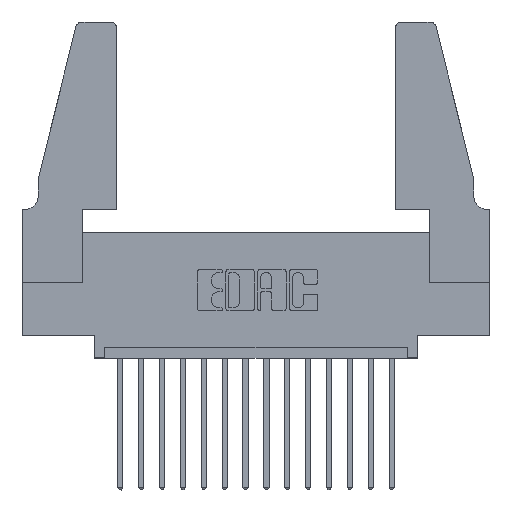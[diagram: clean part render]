
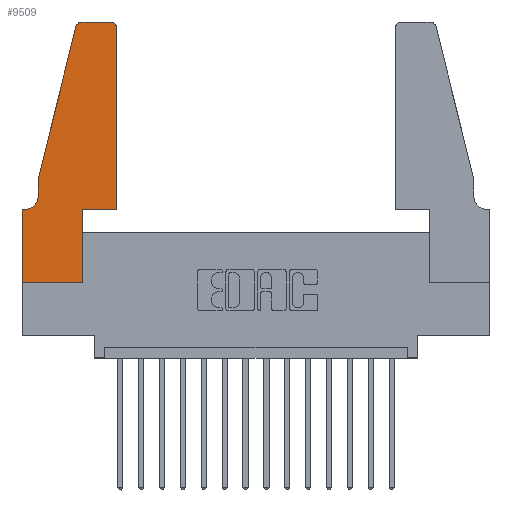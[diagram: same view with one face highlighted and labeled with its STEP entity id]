
A CAD part, top view. The second image highlights one B-rep face of the part: STEP entity #9509.
In plain terms, the highlighted planar face has unit normal (0, 0, 1).
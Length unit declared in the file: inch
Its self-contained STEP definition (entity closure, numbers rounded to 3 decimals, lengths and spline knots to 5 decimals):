
#101 = CARTESIAN_POINT ( 'NONE',  ( 0.0755, 0.5, 0.37 ) ) ;
#139 = EDGE_LOOP ( 'NONE', ( #883, #7346, #1870, #1309, #13473, #10271, #15522, #7578, #619, #14468, #2591, #14395 ) ) ;
#155 = LINE ( 'NONE', #12493, #4493 ) ;
#507 = EDGE_CURVE ( 'NONE', #9600, #16546, #16227, .T. ) ;
#577 = CARTESIAN_POINT ( 'NONE',  ( 0.2865, 0.35, 0.37 ) ) ;
#619 = ORIENTED_EDGE ( 'NONE', *, *, #2323, .T. ) ;
#853 = DIRECTION ( 'NONE',  ( -1., 0., 0. ) ) ;
#883 = ORIENTED_EDGE ( 'NONE', *, *, #13953, .T. ) ;
#963 = DIRECTION ( 'NONE',  ( -0.239, -0.971, 0. ) ) ;
#991 = DIRECTION ( 'NONE',  ( 1., 0., 0. ) ) ;
#1085 = VECTOR ( 'NONE', #6363, 39.37008 ) ;
#1236 = VERTEX_POINT ( 'NONE', #11791 ) ;
#1278 = CARTESIAN_POINT ( 'NONE',  ( 0.25487, 1.22718, 0.37 ) ) ;
#1309 = ORIENTED_EDGE ( 'NONE', *, *, #3195, .T. ) ;
#1525 = EDGE_CURVE ( 'NONE', #16548, #9287, #9773, .T. ) ;
#1770 = CARTESIAN_POINT ( 'NONE',  ( 0.2865, 0., 0.37 ) ) ;
#1870 = ORIENTED_EDGE ( 'NONE', *, *, #507, .T. ) ;
#1991 = CARTESIAN_POINT ( 'NONE',  ( 0., 0.35, 0.37 ) ) ;
#2100 = CARTESIAN_POINT ( 'NONE',  ( 0., 0., 0.37 ) ) ;
#2226 = EDGE_CURVE ( 'NONE', #1236, #16138, #3283, .T. ) ;
#2317 = PLANE ( 'NONE',  #10067 ) ;
#2323 = EDGE_CURVE ( 'NONE', #9287, #1236, #9738, .T. ) ;
#2399 = VERTEX_POINT ( 'NONE', #1991 ) ;
#2575 = CARTESIAN_POINT ( 'NONE',  ( 0.284, 1.25, 0.37 ) ) ;
#2591 = ORIENTED_EDGE ( 'NONE', *, *, #12965, .T. ) ;
#3195 = EDGE_CURVE ( 'NONE', #16546, #6595, #3649, .T. ) ;
#3227 = VERTEX_POINT ( 'NONE', #2575 ) ;
#3283 = LINE ( 'NONE', #6488, #13144 ) ;
#3427 = CARTESIAN_POINT ( 'NONE',  ( 0.4205, 1.25, 0.37 ) ) ;
#3628 = CIRCLE ( 'NONE', #13968, 0.03 ) ;
#3649 = LINE ( 'NONE', #3972, #1085 ) ;
#3836 = EDGE_CURVE ( 'NONE', #3227, #9600, #3628, .T. ) ;
#3838 = CARTESIAN_POINT ( 'NONE',  ( 0.284, 1.22, 0.37 ) ) ;
#3972 = CARTESIAN_POINT ( 'NONE',  ( 0.0755, 0.5, 0.37 ) ) ;
#3986 = CARTESIAN_POINT ( 'NONE',  ( 0.4505, 0.35, 0.37 ) ) ;
#4081 = DIRECTION ( 'NONE',  ( -1., 0., 0. ) ) ;
#4493 = VECTOR ( 'NONE', #853, 39.37008 ) ;
#5128 = LINE ( 'NONE', #2100, #7369 ) ;
#5899 = DIRECTION ( 'NONE',  ( 0., -1., 0. ) ) ;
#6156 = DIRECTION ( 'NONE',  ( 1., 0., 0. ) ) ;
#6363 = DIRECTION ( 'NONE',  ( 0., -1., 0. ) ) ;
#6479 = LINE ( 'NONE', #3986, #12881 ) ;
#6488 = CARTESIAN_POINT ( 'NONE',  ( 0.4505, 0.35, 0.37 ) ) ;
#6595 = VERTEX_POINT ( 'NONE', #8068 ) ;
#7106 = AXIS2_PLACEMENT_3D ( 'NONE', #9247, #9129, #15583 ) ;
#7305 = EDGE_CURVE ( 'NONE', #2399, #16548, #5128, .T. ) ;
#7327 = CARTESIAN_POINT ( 'NONE',  ( 0.2605, 1.25, 0.37 ) ) ;
#7346 = ORIENTED_EDGE ( 'NONE', *, *, #3836, .T. ) ;
#7369 = VECTOR ( 'NONE', #5899, 39.37008 ) ;
#7578 = ORIENTED_EDGE ( 'NONE', *, *, #1525, .T. ) ;
#7836 = VERTEX_POINT ( 'NONE', #11403 ) ;
#7935 = DIRECTION ( 'NONE',  ( 1., 0., 0. ) ) ;
#8068 = CARTESIAN_POINT ( 'NONE',  ( 0.0755, 0.42, 0.37 ) ) ;
#8390 = CIRCLE ( 'NONE', #7106, 0.03 ) ;
#8499 = AXIS2_PLACEMENT_3D ( 'NONE', #9161, #13241, #4081 ) ;
#8637 = CARTESIAN_POINT ( 'NONE',  ( 0.0755, 0.5, 0.37 ) ) ;
#8888 = VERTEX_POINT ( 'NONE', #13628 ) ;
#9129 = DIRECTION ( 'NONE',  ( 0., 0., 1. ) ) ;
#9161 = CARTESIAN_POINT ( 'NONE',  ( 0.0055, 0.42, 0.37 ) ) ;
#9247 = CARTESIAN_POINT ( 'NONE',  ( 0.4205, 1.22, 0.37 ) ) ;
#9287 = VERTEX_POINT ( 'NONE', #1770 ) ;
#9509 = ADVANCED_FACE ( 'NONE', ( #15925 ), #2317, .T. ) ;
#9600 = VERTEX_POINT ( 'NONE', #1278 ) ;
#9642 = CARTESIAN_POINT ( 'NONE',  ( 0.4505, 0.35, 0.37 ) ) ;
#9738 = LINE ( 'NONE', #577, #10353 ) ;
#9773 = LINE ( 'NONE', #14974, #15590 ) ;
#10067 = AXIS2_PLACEMENT_3D ( 'NONE', #13936, #11306, #991 ) ;
#10271 = ORIENTED_EDGE ( 'NONE', *, *, #15546, .T. ) ;
#10353 = VECTOR ( 'NONE', #13403, 39.37008 ) ;
#10658 = VERTEX_POINT ( 'NONE', #3427 ) ;
#11222 = VECTOR ( 'NONE', #16079, 39.37008 ) ;
#11306 = DIRECTION ( 'NONE',  ( 0., 0., 1. ) ) ;
#11403 = CARTESIAN_POINT ( 'NONE',  ( 0.0055, 0.35, 0.37 ) ) ;
#11791 = CARTESIAN_POINT ( 'NONE',  ( 0.2865, 0.35, 0.37 ) ) ;
#12239 = DIRECTION ( 'NONE',  ( 1., 0., 0. ) ) ;
#12374 = CIRCLE ( 'NONE', #8499, 0.07 ) ;
#12493 = CARTESIAN_POINT ( 'NONE',  ( 0.0755, 0.35, 0.37 ) ) ;
#12881 = VECTOR ( 'NONE', #14438, 39.37008 ) ;
#12965 = EDGE_CURVE ( 'NONE', #16138, #8888, #6479, .T. ) ;
#13142 = CARTESIAN_POINT ( 'NONE',  ( 0., 0., 0.37 ) ) ;
#13144 = VECTOR ( 'NONE', #7935, 39.37008 ) ;
#13241 = DIRECTION ( 'NONE',  ( 0., 0., -1. ) ) ;
#13403 = DIRECTION ( 'NONE',  ( 0., 1., 0. ) ) ;
#13473 = ORIENTED_EDGE ( 'NONE', *, *, #15407, .T. ) ;
#13628 = CARTESIAN_POINT ( 'NONE',  ( 0.4505, 1.22, 0.37 ) ) ;
#13838 = DIRECTION ( 'NONE',  ( 0., 0., 1. ) ) ;
#13936 = CARTESIAN_POINT ( 'NONE',  ( 0., 0.35, 0.37 ) ) ;
#13953 = EDGE_CURVE ( 'NONE', #10658, #3227, #16041, .T. ) ;
#13968 = AXIS2_PLACEMENT_3D ( 'NONE', #3838, #13838, #6156 ) ;
#14395 = ORIENTED_EDGE ( 'NONE', *, *, #14775, .T. ) ;
#14438 = DIRECTION ( 'NONE',  ( 0., 1., 0. ) ) ;
#14468 = ORIENTED_EDGE ( 'NONE', *, *, #2226, .T. ) ;
#14775 = EDGE_CURVE ( 'NONE', #8888, #10658, #8390, .T. ) ;
#14974 = CARTESIAN_POINT ( 'NONE',  ( 0., 0., 0.37 ) ) ;
#15201 = VECTOR ( 'NONE', #963, 39.37008 ) ;
#15407 = EDGE_CURVE ( 'NONE', #6595, #7836, #12374, .T. ) ;
#15522 = ORIENTED_EDGE ( 'NONE', *, *, #7305, .T. ) ;
#15546 = EDGE_CURVE ( 'NONE', #7836, #2399, #155, .T. ) ;
#15583 = DIRECTION ( 'NONE',  ( 1., 0., 0. ) ) ;
#15590 = VECTOR ( 'NONE', #12239, 39.37008 ) ;
#15925 = FACE_OUTER_BOUND ( 'NONE', #139, .T. ) ;
#16041 = LINE ( 'NONE', #7327, #11222 ) ;
#16079 = DIRECTION ( 'NONE',  ( -1., 0., 0. ) ) ;
#16138 = VERTEX_POINT ( 'NONE', #9642 ) ;
#16227 = LINE ( 'NONE', #8637, #15201 ) ;
#16546 = VERTEX_POINT ( 'NONE', #101 ) ;
#16548 = VERTEX_POINT ( 'NONE', #13142 ) ;
